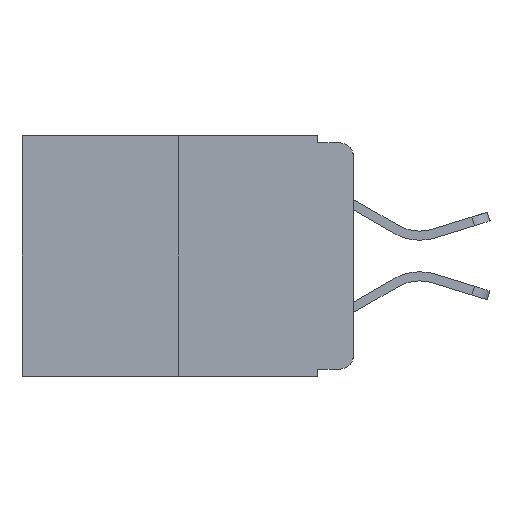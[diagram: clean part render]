
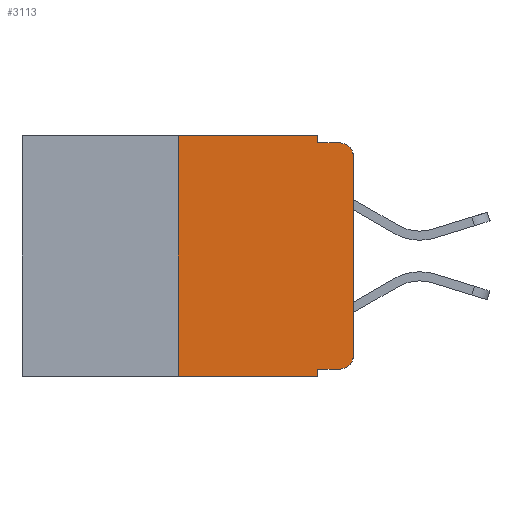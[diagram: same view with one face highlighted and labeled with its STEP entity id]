
A CAD part, left-side view. The second image highlights one B-rep face of the part: STEP entity #3113.
In plain terms, the highlighted planar face has unit normal (-1, 0, 0).
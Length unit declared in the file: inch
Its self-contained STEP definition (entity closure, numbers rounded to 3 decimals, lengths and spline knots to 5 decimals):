
#178 = CARTESIAN_POINT ( 'NONE',  ( 0., 0.051, -0.333 ) ) ;
#220 = VERTEX_POINT ( 'NONE', #4329 ) ;
#343 = DIRECTION ( 'NONE',  ( 0., -1., 0. ) ) ;
#374 = CARTESIAN_POINT ( 'NONE',  ( 0., 0., -0.03 ) ) ;
#692 = CARTESIAN_POINT ( 'NONE',  ( 0., 0.051, 0. ) ) ;
#828 = VERTEX_POINT ( 'NONE', #19575 ) ;
#1384 = VECTOR ( 'NONE', #16018, 39.37008 ) ;
#2369 = CARTESIAN_POINT ( 'NONE',  ( 0., 0.051, -0.01 ) ) ;
#2905 = VECTOR ( 'NONE', #22168, 39.37008 ) ;
#3113 = ADVANCED_FACE ( 'NONE', ( #13163 ), #11969, .F. ) ;
#4329 = CARTESIAN_POINT ( 'NONE',  ( 0., 0.25, 0. ) ) ;
#4599 = EDGE_CURVE ( 'NONE', #6843, #18967, #4860, .T. ) ;
#4860 = LINE ( 'NONE', #8476, #8801 ) ;
#5244 = LINE ( 'NONE', #10601, #20215 ) ;
#5842 = ORIENTED_EDGE ( 'NONE', *, *, #22559, .T. ) ;
#6127 = ORIENTED_EDGE ( 'NONE', *, *, #19956, .T. ) ;
#6583 = VECTOR ( 'NONE', #343, 39.37008 ) ;
#6600 = LINE ( 'NONE', #13968, #1384 ) ;
#6820 = AXIS2_PLACEMENT_3D ( 'NONE', #8032, #21748, #10026 ) ;
#6843 = VERTEX_POINT ( 'NONE', #20920 ) ;
#7610 = DIRECTION ( 'NONE',  ( 0., 0., 1. ) ) ;
#7682 = CIRCLE ( 'NONE', #15266, 0.02 ) ;
#8032 = CARTESIAN_POINT ( 'NONE',  ( 0., 0.02, -0.313 ) ) ;
#8065 = LINE ( 'NONE', #8497, #2905 ) ;
#8296 = LINE ( 'NONE', #692, #12883 ) ;
#8476 = CARTESIAN_POINT ( 'NONE',  ( 0., 0., 0. ) ) ;
#8497 = CARTESIAN_POINT ( 'NONE',  ( 0., 0.473, -0.343 ) ) ;
#8697 = VERTEX_POINT ( 'NONE', #12769 ) ;
#8801 = VECTOR ( 'NONE', #11785, 39.37008 ) ;
#9415 = CARTESIAN_POINT ( 'NONE',  ( 0., 0.25, -0.343 ) ) ;
#10026 = DIRECTION ( 'NONE',  ( 0., 0., -1. ) ) ;
#10191 = EDGE_CURVE ( 'NONE', #24998, #19019, #6600, .T. ) ;
#10240 = CARTESIAN_POINT ( 'NONE',  ( 0., 0.473, 0. ) ) ;
#10317 = CARTESIAN_POINT ( 'NONE',  ( 0., 0.02, -0.01 ) ) ;
#10601 = CARTESIAN_POINT ( 'NONE',  ( 0., 0.051, 0. ) ) ;
#10629 = CARTESIAN_POINT ( 'NONE',  ( 0., 0.02, -0.03 ) ) ;
#11575 = ORIENTED_EDGE ( 'NONE', *, *, #21270, .F. ) ;
#11785 = DIRECTION ( 'NONE',  ( 0., 0., 1. ) ) ;
#11969 = PLANE ( 'NONE',  #24152 ) ;
#12242 = VECTOR ( 'NONE', #17730, 39.37008 ) ;
#12349 = ORIENTED_EDGE ( 'NONE', *, *, #13818, .T. ) ;
#12565 = DIRECTION ( 'NONE',  ( 0., 0., -1. ) ) ;
#12587 = DIRECTION ( 'NONE',  ( 0., 0., -1. ) ) ;
#12769 = CARTESIAN_POINT ( 'NONE',  ( 0., 0.02, -0.333 ) ) ;
#12883 = VECTOR ( 'NONE', #14398, 39.37008 ) ;
#12884 = EDGE_CURVE ( 'NONE', #18719, #220, #22725, .T. ) ;
#13163 = FACE_OUTER_BOUND ( 'NONE', #16730, .T. ) ;
#13695 = VERTEX_POINT ( 'NONE', #178 ) ;
#13708 = VERTEX_POINT ( 'NONE', #15945 ) ;
#13818 = EDGE_CURVE ( 'NONE', #18719, #13708, #8065, .T. ) ;
#13968 = CARTESIAN_POINT ( 'NONE',  ( 0., 0.051, -0.01 ) ) ;
#14047 = CARTESIAN_POINT ( 'NONE',  ( 0., 0.473, 0. ) ) ;
#14398 = DIRECTION ( 'NONE',  ( 0., 0., -1. ) ) ;
#15266 = AXIS2_PLACEMENT_3D ( 'NONE', #10629, #24204, #12587 ) ;
#15546 = CIRCLE ( 'NONE', #6820, 0.02 ) ;
#15743 = CARTESIAN_POINT ( 'NONE',  ( 0., 0.051, -0.333 ) ) ;
#15945 = CARTESIAN_POINT ( 'NONE',  ( 0., 0.051, -0.343 ) ) ;
#16018 = DIRECTION ( 'NONE',  ( 0., -1., 0. ) ) ;
#16730 = EDGE_LOOP ( 'NONE', ( #19288, #20358, #20434, #21013, #22137, #21662, #12349, #11575, #6127, #5842 ) ) ;
#16973 = LINE ( 'NONE', #14047, #6583 ) ;
#17730 = DIRECTION ( 'NONE',  ( 0., -1., 0. ) ) ;
#17742 = EDGE_CURVE ( 'NONE', #220, #828, #16973, .T. ) ;
#18719 = VERTEX_POINT ( 'NONE', #9415 ) ;
#18801 = VECTOR ( 'NONE', #7610, 39.37008 ) ;
#18967 = VERTEX_POINT ( 'NONE', #374 ) ;
#19019 = VERTEX_POINT ( 'NONE', #10317 ) ;
#19123 = DIRECTION ( 'NONE',  ( 0., 0., -1. ) ) ;
#19288 = ORIENTED_EDGE ( 'NONE', *, *, #4599, .T. ) ;
#19368 = CARTESIAN_POINT ( 'NONE',  ( 0., 0.25, 0. ) ) ;
#19471 = EDGE_CURVE ( 'NONE', #828, #24998, #8296, .T. ) ;
#19503 = EDGE_CURVE ( 'NONE', #18967, #19019, #7682, .T. ) ;
#19575 = CARTESIAN_POINT ( 'NONE',  ( 0., 0.051, 0. ) ) ;
#19956 = EDGE_CURVE ( 'NONE', #13695, #8697, #22620, .T. ) ;
#20215 = VECTOR ( 'NONE', #12565, 39.37008 ) ;
#20263 = DIRECTION ( 'NONE',  ( 1., 0., 0. ) ) ;
#20358 = ORIENTED_EDGE ( 'NONE', *, *, #19503, .T. ) ;
#20434 = ORIENTED_EDGE ( 'NONE', *, *, #10191, .F. ) ;
#20920 = CARTESIAN_POINT ( 'NONE',  ( 0., 0., -0.313 ) ) ;
#21013 = ORIENTED_EDGE ( 'NONE', *, *, #19471, .F. ) ;
#21270 = EDGE_CURVE ( 'NONE', #13695, #13708, #5244, .T. ) ;
#21662 = ORIENTED_EDGE ( 'NONE', *, *, #12884, .F. ) ;
#21748 = DIRECTION ( 'NONE',  ( -1., 0., 0. ) ) ;
#22137 = ORIENTED_EDGE ( 'NONE', *, *, #17742, .F. ) ;
#22168 = DIRECTION ( 'NONE',  ( 0., -1., 0. ) ) ;
#22559 = EDGE_CURVE ( 'NONE', #8697, #6843, #15546, .T. ) ;
#22620 = LINE ( 'NONE', #15743, #12242 ) ;
#22725 = LINE ( 'NONE', #19368, #18801 ) ;
#24152 = AXIS2_PLACEMENT_3D ( 'NONE', #10240, #20263, #19123 ) ;
#24204 = DIRECTION ( 'NONE',  ( -1., 0., 0. ) ) ;
#24998 = VERTEX_POINT ( 'NONE', #2369 ) ;
